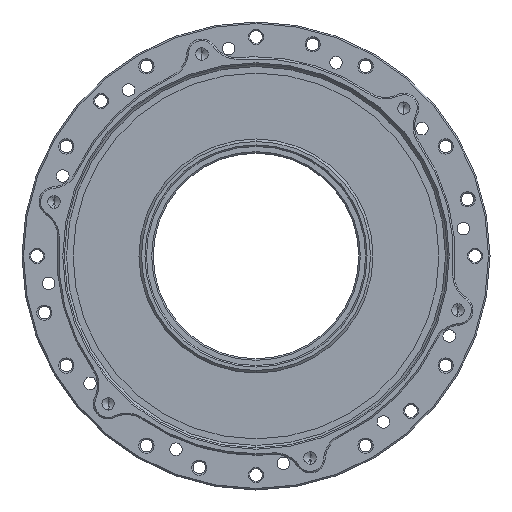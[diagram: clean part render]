
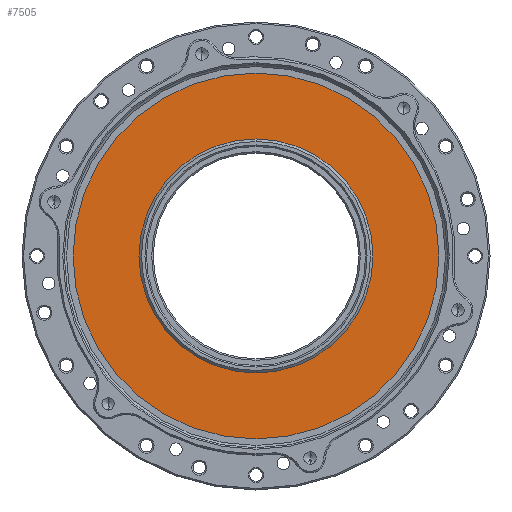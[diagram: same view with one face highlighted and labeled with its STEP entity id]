
A CAD part, left-side view. The second image highlights one B-rep face of the part: STEP entity #7505.
In plain terms, the highlighted planar face has unit normal (-1, 0, 0).
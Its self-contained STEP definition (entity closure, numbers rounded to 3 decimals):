
#188 = CARTESIAN_POINT ( 'NONE',  ( 4.2, 23.5, 0. ) ) ;
#220 = DIRECTION ( 'NONE',  ( 0., 0., 1. ) ) ;
#479 = EDGE_LOOP ( 'NONE', ( #783, #7876 ) ) ;
#521 = CIRCLE ( 'NONE', #9621, 36.75 ) ;
#673 = CARTESIAN_POINT ( 'NONE',  ( 4.2, 0., 0. ) ) ;
#765 = CARTESIAN_POINT ( 'NONE',  ( 4.2, 0., -36.75 ) ) ;
#783 = ORIENTED_EDGE ( 'NONE', *, *, #3903, .T. ) ;
#799 = AXIS2_PLACEMENT_3D ( 'NONE', #188, #3208, #8299 ) ;
#977 = DIRECTION ( 'NONE',  ( -1., 0., 0. ) ) ;
#978 = ORIENTED_EDGE ( 'NONE', *, *, #7909, .F. ) ;
#1013 = VERTEX_POINT ( 'NONE', #765 ) ;
#1246 = DIRECTION ( 'NONE',  ( -1., 0., 0. ) ) ;
#1474 = DIRECTION ( 'NONE',  ( -1., 0., 0. ) ) ;
#1487 = CIRCLE ( 'NONE', #3033, 36.75 ) ;
#1545 = CARTESIAN_POINT ( 'NONE',  ( 4.2, 0., 0. ) ) ;
#1655 = FACE_BOUND ( 'NONE', #2765, .T. ) ;
#2054 = CIRCLE ( 'NONE', #7578, 23.5 ) ;
#2765 = EDGE_LOOP ( 'NONE', ( #978, #2937 ) ) ;
#2937 = ORIENTED_EDGE ( 'NONE', *, *, #5738, .F. ) ;
#3033 = AXIS2_PLACEMENT_3D ( 'NONE', #7982, #1246, #4240 ) ;
#3208 = DIRECTION ( 'NONE',  ( 1., 0., 0. ) ) ;
#3903 = EDGE_CURVE ( 'NONE', #4409, #1013, #1487, .T. ) ;
#3944 = PLANE ( 'NONE',  #799 ) ;
#4240 = DIRECTION ( 'NONE',  ( 0., 0., 1. ) ) ;
#4409 = VERTEX_POINT ( 'NONE', #5353 ) ;
#4639 = CARTESIAN_POINT ( 'NONE',  ( 4.2, 0., -23.5 ) ) ;
#4851 = DIRECTION ( 'NONE',  ( 0., 0., 1. ) ) ;
#4917 = DIRECTION ( 'NONE',  ( 0., 0., 1. ) ) ;
#5353 = CARTESIAN_POINT ( 'NONE',  ( 4.2, 0., 36.75 ) ) ;
#5425 = DIRECTION ( 'NONE',  ( -1., 0., 0. ) ) ;
#5558 = CARTESIAN_POINT ( 'NONE',  ( 4.2, 0., 0. ) ) ;
#5641 = CIRCLE ( 'NONE', #5961, 23.5 ) ;
#5664 = VERTEX_POINT ( 'NONE', #8215 ) ;
#5738 = EDGE_CURVE ( 'NONE', #6956, #5664, #5641, .T. ) ;
#5961 = AXIS2_PLACEMENT_3D ( 'NONE', #673, #1474, #4851 ) ;
#6956 = VERTEX_POINT ( 'NONE', #4639 ) ;
#7505 = ADVANCED_FACE ( 'NONE', ( #1655, #7614 ), #3944, .F. ) ;
#7578 = AXIS2_PLACEMENT_3D ( 'NONE', #1545, #5425, #220 ) ;
#7614 = FACE_OUTER_BOUND ( 'NONE', #479, .T. ) ;
#7876 = ORIENTED_EDGE ( 'NONE', *, *, #9088, .T. ) ;
#7909 = EDGE_CURVE ( 'NONE', #5664, #6956, #2054, .T. ) ;
#7982 = CARTESIAN_POINT ( 'NONE',  ( 4.2, 0., 0. ) ) ;
#8215 = CARTESIAN_POINT ( 'NONE',  ( 4.2, 0., 23.5 ) ) ;
#8299 = DIRECTION ( 'NONE',  ( 0., 0., -1. ) ) ;
#9088 = EDGE_CURVE ( 'NONE', #1013, #4409, #521, .T. ) ;
#9621 = AXIS2_PLACEMENT_3D ( 'NONE', #5558, #977, #4917 ) ;
